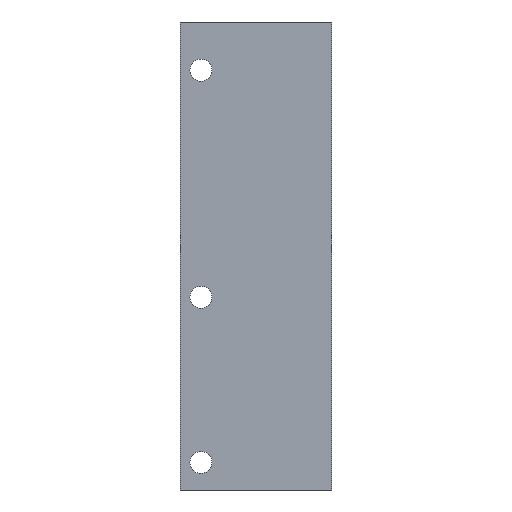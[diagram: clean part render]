
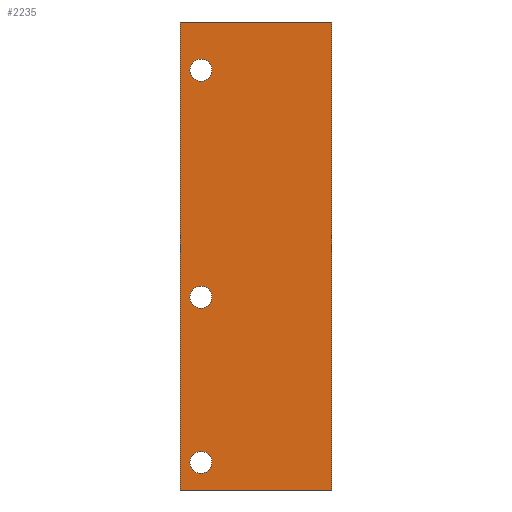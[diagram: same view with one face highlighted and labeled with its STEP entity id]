
A CAD part, left-side view. The second image highlights one B-rep face of the part: STEP entity #2235.
In plain terms, the highlighted planar face has unit normal (-1, 0, 0).
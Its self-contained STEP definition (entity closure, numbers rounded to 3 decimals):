
#21=FACE_BOUND('',#298,.T.);
#22=FACE_BOUND('',#299,.T.);
#23=FACE_BOUND('',#300,.T.);
#78=PLANE('',#2464);
#184=FACE_OUTER_BOUND('',#297,.T.);
#297=EDGE_LOOP('',(#1850,#1851,#1852,#1853));
#298=EDGE_LOOP('',(#1854));
#299=EDGE_LOOP('',(#1855));
#300=EDGE_LOOP('',(#1856));
#510=LINE('',#3699,#722);
#511=LINE('',#3702,#723);
#512=LINE('',#3704,#724);
#513=LINE('',#3705,#725);
#722=VECTOR('',#3072,10.);
#723=VECTOR('',#3075,10.);
#724=VECTOR('',#3076,10.);
#725=VECTOR('',#3077,10.);
#734=CIRCLE('',#2265,1.6);
#738=CIRCLE('',#2271,1.6);
#742=CIRCLE('',#2277,1.6);
#834=VERTEX_POINT('',#3098);
#838=VERTEX_POINT('',#3110);
#842=VERTEX_POINT('',#3122);
#1034=VERTEX_POINT('',#3695);
#1035=VERTEX_POINT('',#3697);
#1036=VERTEX_POINT('',#3701);
#1037=VERTEX_POINT('',#3703);
#1042=EDGE_CURVE('',#834,#834,#734,.T.);
#1048=EDGE_CURVE('',#838,#838,#738,.T.);
#1054=EDGE_CURVE('',#842,#842,#742,.T.);
#1342=EDGE_CURVE('',#1034,#1035,#510,.T.);
#1343=EDGE_CURVE('',#1034,#1036,#511,.T.);
#1344=EDGE_CURVE('',#1037,#1035,#512,.T.);
#1345=EDGE_CURVE('',#1036,#1037,#513,.T.);
#1850=ORIENTED_EDGE('',*,*,#1343,.F.);
#1851=ORIENTED_EDGE('',*,*,#1342,.T.);
#1852=ORIENTED_EDGE('',*,*,#1344,.F.);
#1853=ORIENTED_EDGE('',*,*,#1345,.F.);
#1854=ORIENTED_EDGE('',*,*,#1042,.T.);
#1855=ORIENTED_EDGE('',*,*,#1048,.T.);
#1856=ORIENTED_EDGE('',*,*,#1054,.T.);
#2235=ADVANCED_FACE('',(#184,#21,#22,#23),#78,.T.);
#2265=AXIS2_PLACEMENT_3D('',#3099,#2474,#2475);
#2271=AXIS2_PLACEMENT_3D('',#3111,#2488,#2489);
#2277=AXIS2_PLACEMENT_3D('',#3123,#2502,#2503);
#2464=AXIS2_PLACEMENT_3D('',#3700,#3073,#3074);
#2474=DIRECTION('center_axis',(1.,0.,0.));
#2475=DIRECTION('ref_axis',(0.,0.,1.));
#2488=DIRECTION('center_axis',(1.,0.,0.));
#2489=DIRECTION('ref_axis',(0.,0.,1.));
#2502=DIRECTION('center_axis',(1.,0.,0.));
#2503=DIRECTION('ref_axis',(0.,0.,1.));
#3072=DIRECTION('',(0.,0.,1.));
#3073=DIRECTION('center_axis',(-1.,0.,0.));
#3074=DIRECTION('ref_axis',(0.,-1.,0.));
#3075=DIRECTION('',(0.,1.,0.));
#3076=DIRECTION('',(0.,-1.,0.));
#3077=DIRECTION('',(0.,0.,1.));
#3098=CARTESIAN_POINT('',(-17.1,9.,-104.6));
#3099=CARTESIAN_POINT('Origin',(-17.1,9.,-103.));
#3110=CARTESIAN_POINT('',(-17.1,9.,-47.6));
#3111=CARTESIAN_POINT('Origin',(-17.1,9.,-46.));
#3122=CARTESIAN_POINT('',(-17.1,9.,-80.6));
#3123=CARTESIAN_POINT('Origin',(-17.1,9.,-79.));
#3695=CARTESIAN_POINT('',(-17.1,-10.,-107.));
#3697=CARTESIAN_POINT('',(-17.1,-10.,-39.));
#3699=CARTESIAN_POINT('',(-17.1,-10.,-107.));
#3700=CARTESIAN_POINT('Origin',(-17.1,12.,-107.));
#3701=CARTESIAN_POINT('',(-17.1,12.,-107.));
#3702=CARTESIAN_POINT('',(-17.1,-10.,-107.));
#3703=CARTESIAN_POINT('',(-17.1,12.,-39.));
#3704=CARTESIAN_POINT('',(-17.1,-10.,-39.));
#3705=CARTESIAN_POINT('',(-17.1,12.,-107.));
